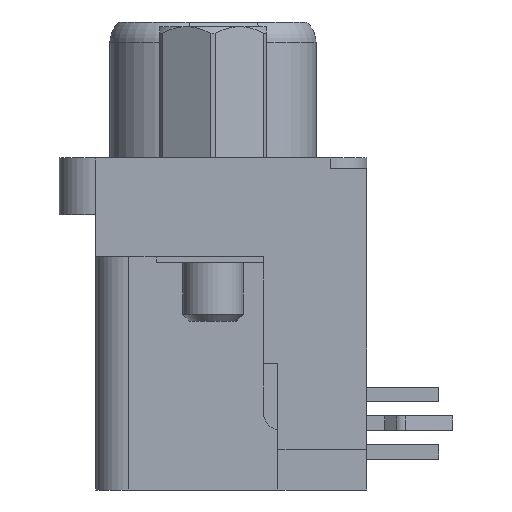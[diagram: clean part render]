
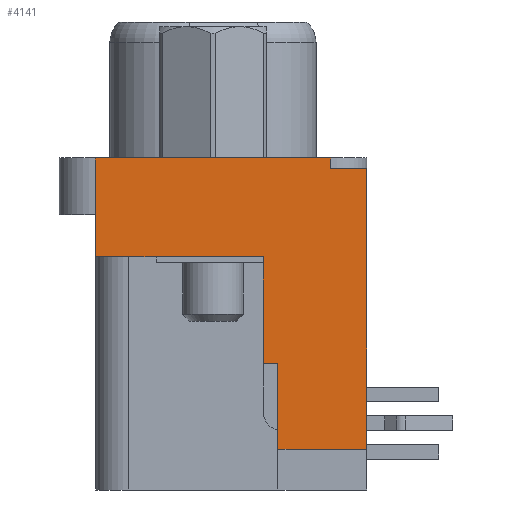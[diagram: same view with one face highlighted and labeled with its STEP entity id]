
A CAD part, left-side view. The second image highlights one B-rep face of the part: STEP entity #4141.
In plain terms, the highlighted planar face has unit normal (-1, 0, 0).
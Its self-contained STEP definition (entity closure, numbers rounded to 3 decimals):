
#88=PLANE('',#4423);
#244=FACE_OUTER_BOUND('',#488,.T.);
#488=EDGE_LOOP('',(#2757,#2758,#2759,#2760,#2761,#2762,#2763,#2764,#2765,
#2766,#2767,#2768));
#869=LINE('',#5939,#1292);
#895=LINE('',#6053,#1318);
#898=LINE('',#6060,#1321);
#899=LINE('',#6064,#1322);
#900=LINE('',#6066,#1323);
#901=LINE('',#6068,#1324);
#902=LINE('',#6070,#1325);
#903=LINE('',#6071,#1326);
#904=LINE('',#6073,#1327);
#905=LINE('',#6075,#1328);
#906=LINE('',#6077,#1329);
#907=LINE('',#6078,#1330);
#1292=VECTOR('',#4771,10.375);
#1318=VECTOR('',#4865,0.02);
#1321=VECTOR('',#4874,2.5);
#1322=VECTOR('',#4877,3.77);
#1323=VECTOR('',#4878,3.92);
#1324=VECTOR('',#4879,12.38);
#1325=VECTOR('',#4880,1.6);
#1326=VECTOR('',#4881,0.47);
#1327=VECTOR('',#4882,1.86);
#1328=VECTOR('',#4883,7.395);
#1329=VECTOR('',#4884,4.72);
#1330=VECTOR('',#4885,0.64);
#1718=VERTEX_POINT('',#5936);
#1719=VERTEX_POINT('',#5938);
#1772=VERTEX_POINT('',#6050);
#1773=VERTEX_POINT('',#6052);
#1775=VERTEX_POINT('',#6062);
#1776=VERTEX_POINT('',#6063);
#1777=VERTEX_POINT('',#6065);
#1778=VERTEX_POINT('',#6067);
#1779=VERTEX_POINT('',#6069);
#1780=VERTEX_POINT('',#6072);
#1781=VERTEX_POINT('',#6074);
#1782=VERTEX_POINT('',#6076);
#2099=EDGE_CURVE('',#1719,#1718,#869,.T.);
#2156=EDGE_CURVE('',#1773,#1772,#895,.T.);
#2160=EDGE_CURVE('',#1773,#1718,#898,.T.);
#2161=EDGE_CURVE('',#1775,#1776,#899,.T.);
#2162=EDGE_CURVE('',#1777,#1775,#900,.T.);
#2163=EDGE_CURVE('',#1778,#1777,#901,.T.);
#2164=EDGE_CURVE('',#1779,#1778,#902,.T.);
#2165=EDGE_CURVE('',#1719,#1779,#903,.T.);
#2166=EDGE_CURVE('',#1780,#1772,#904,.T.);
#2167=EDGE_CURVE('',#1780,#1781,#905,.T.);
#2168=EDGE_CURVE('',#1782,#1781,#906,.T.);
#2169=EDGE_CURVE('',#1776,#1782,#907,.T.);
#2757=ORIENTED_EDGE('',*,*,#2161,.F.);
#2758=ORIENTED_EDGE('',*,*,#2162,.F.);
#2759=ORIENTED_EDGE('',*,*,#2163,.F.);
#2760=ORIENTED_EDGE('',*,*,#2164,.F.);
#2761=ORIENTED_EDGE('',*,*,#2165,.F.);
#2762=ORIENTED_EDGE('',*,*,#2099,.T.);
#2763=ORIENTED_EDGE('',*,*,#2160,.F.);
#2764=ORIENTED_EDGE('',*,*,#2156,.T.);
#2765=ORIENTED_EDGE('',*,*,#2166,.F.);
#2766=ORIENTED_EDGE('',*,*,#2167,.T.);
#2767=ORIENTED_EDGE('',*,*,#2168,.F.);
#2768=ORIENTED_EDGE('',*,*,#2169,.F.);
#4141=ADVANCED_FACE('',(#244),#88,.T.);
#4423=AXIS2_PLACEMENT_3D('',#6061,#4875,#4876);
#4771=DIRECTION('',(0.,1.,0.));
#4865=DIRECTION('',(0.,-1.,0.));
#4874=DIRECTION('',(0.,0.,1.));
#4875=DIRECTION('center_axis',(-1.,0.,0.));
#4876=DIRECTION('ref_axis',(0.,1.,0.));
#4877=DIRECTION('',(0.,0.,1.));
#4878=DIRECTION('',(0.,1.,0.));
#4879=DIRECTION('',(0.,0.,-1.));
#4880=DIRECTION('',(0.,-1.,0.));
#4881=DIRECTION('',(0.,0.,-1.));
#4882=DIRECTION('',(0.,0.,1.));
#4883=DIRECTION('',(0.,-1.,0.));
#4884=DIRECTION('',(0.,0.,1.));
#4885=DIRECTION('',(0.,1.,0.));
#5936=CARTESIAN_POINT('',(-15.405,5.188,-6.));
#5938=CARTESIAN_POINT('',(-15.405,-5.188,-6.));
#5939=CARTESIAN_POINT('',(-15.405,-5.188,-6.));
#6050=CARTESIAN_POINT('',(-15.405,5.168,-8.5));
#6052=CARTESIAN_POINT('',(-15.405,5.188,-8.5));
#6053=CARTESIAN_POINT('',(-15.405,5.188,-8.5));
#6060=CARTESIAN_POINT('',(-15.405,5.188,-8.5));
#6061=CARTESIAN_POINT('Origin',(-15.405,-5.188,-6.));
#6062=CARTESIAN_POINT('',(-15.405,-2.868,-18.85));
#6063=CARTESIAN_POINT('',(-15.405,-2.868,-15.08));
#6064=CARTESIAN_POINT('',(-15.405,-2.868,-18.85));
#6065=CARTESIAN_POINT('',(-15.405,-6.788,-18.85));
#6066=CARTESIAN_POINT('',(-15.405,-6.788,-18.85));
#6067=CARTESIAN_POINT('',(-15.405,-6.788,-6.47));
#6068=CARTESIAN_POINT('',(-15.405,-6.788,-6.47));
#6069=CARTESIAN_POINT('',(-15.405,-5.188,-6.47));
#6070=CARTESIAN_POINT('',(-15.405,-5.188,-6.47));
#6071=CARTESIAN_POINT('',(-15.405,-5.188,-6.));
#6072=CARTESIAN_POINT('',(-15.405,5.168,-10.36));
#6073=CARTESIAN_POINT('',(-15.405,5.168,-10.36));
#6074=CARTESIAN_POINT('',(-15.405,-2.228,-10.36));
#6075=CARTESIAN_POINT('',(-15.405,5.168,-10.36));
#6076=CARTESIAN_POINT('',(-15.405,-2.228,-15.08));
#6077=CARTESIAN_POINT('',(-15.405,-2.228,-15.08));
#6078=CARTESIAN_POINT('',(-15.405,-2.868,-15.08));
